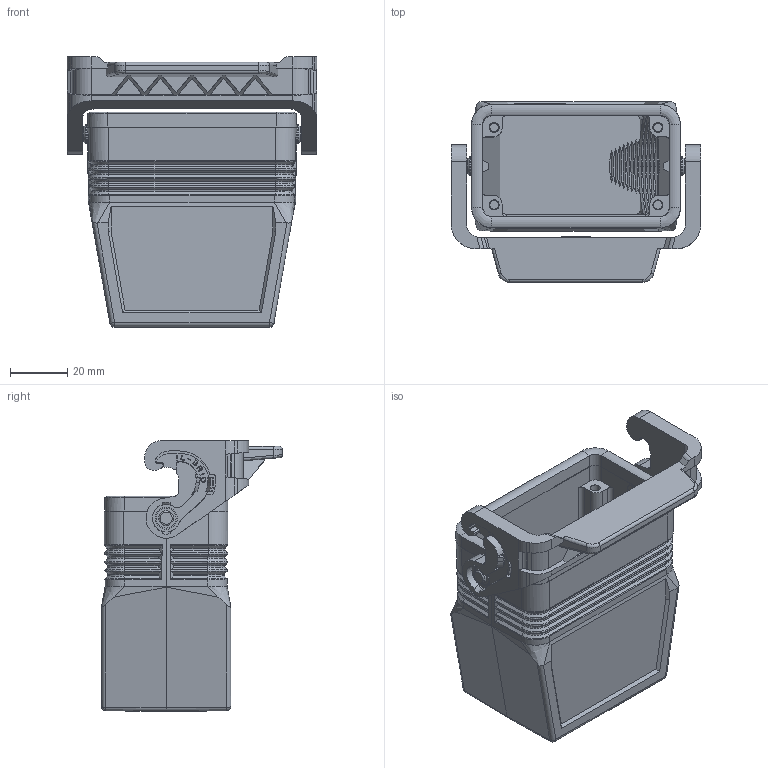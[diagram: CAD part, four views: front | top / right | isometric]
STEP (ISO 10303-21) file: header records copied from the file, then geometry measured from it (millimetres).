
FILE_DESCRIPTION(('Creo Elements/Direct Modeling STEP Export'),'2;1');
FILE_NAME('37jbk2e5ph5ja053060','2023-03-02T11:13:16',(''),(''),'Creo Elements/Direct Modeling STEP processor for AP214 (Solid Model)','Creo Elements/Direct Modeling 20.1B 02-Apr-2019 (C) Parametric Technology GmbH','');
FILE_SCHEMA(('AUTOMOTIVE_DESIGN { 1 0 10303 214 1 1 1 1 }'));
Products named in the file (2): MLFO 10 LG40
Assembly tree (1 placements, depth 2):
  MLFO 10 LG40
    MLFO 10 LG40
Bounding box: 87 x 63 x 94.25 mm (x, y, z)
Volume: 81889.6 mm3; surface area: 45724.4 mm2
Topology: 1 solids, 1 shells, 1289 faces, 3394 edges, 2154 vertices
Faces by surface type: plane 713, cylinder 305, bspline 102, cone 91, torus 46, extrusion 28, sphere 4
Entity records: 75120 total; most frequent: CARTESIAN_POINT 34555, ORIENTED_EDGE 6780, DIRECTION 5585, EDGE_CURVE 3390, VECTOR 2209, LINE 2181, VERTEX_POINT 2154, AXIS2_PLACEMENT_3D 1688
